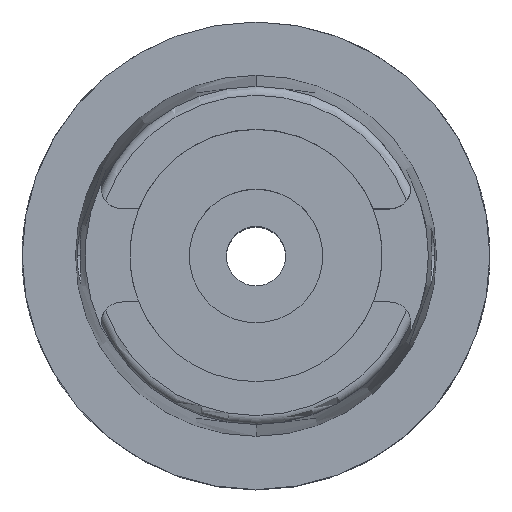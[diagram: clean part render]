
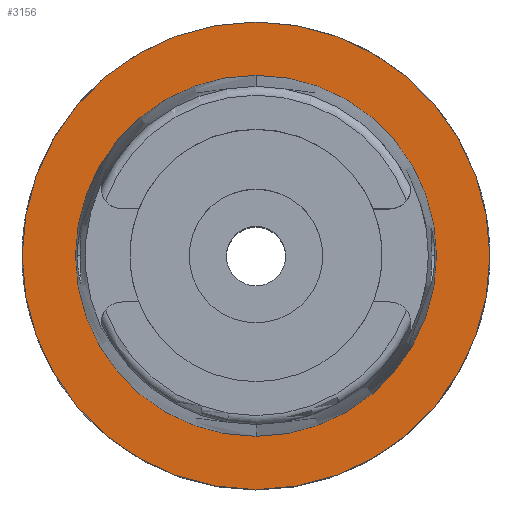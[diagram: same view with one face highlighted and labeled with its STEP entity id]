
A CAD part, top view. The second image highlights one B-rep face of the part: STEP entity #3156.
In plain terms, the highlighted planar face has unit normal (0, 0, 1).
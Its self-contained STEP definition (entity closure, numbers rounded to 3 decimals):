
#664=CARTESIAN_POINT('',(0.,0.,0.));
#665=DIRECTION('',(0.,0.,-1.));
#666=DIRECTION('',(0.,-1.,0.));
#667=AXIS2_PLACEMENT_3D('',#664,#665,#666);
#672=CARTESIAN_POINT('',(0.,0.,0.));
#673=DIRECTION('',(0.,0.,-1.));
#674=DIRECTION('',(0.,1.,0.));
#675=AXIS2_PLACEMENT_3D('',#672,#673,#674);
#680=CARTESIAN_POINT('',(0.,0.,0.));
#681=DIRECTION('',(0.,0.,1.));
#682=DIRECTION('',(0.,-1.,0.));
#683=AXIS2_PLACEMENT_3D('',#680,#681,#682);
#688=CARTESIAN_POINT('',(0.,0.,0.));
#689=DIRECTION('',(0.,0.,1.));
#690=DIRECTION('',(0.,1.,0.));
#691=AXIS2_PLACEMENT_3D('',#688,#689,#690);
#2496=CARTESIAN_POINT('',(0.,-24.315,0.));
#2497=VERTEX_POINT('',#2496);
#2498=CARTESIAN_POINT('',(0.,24.315,0.));
#2499=VERTEX_POINT('',#2498);
#2506=CARTESIAN_POINT('',(0.,-31.5,0.));
#2507=CARTESIAN_POINT('',(0.,31.5,0.));
#2508=VERTEX_POINT('',#2506);
#2509=VERTEX_POINT('',#2507);
#3141=CARTESIAN_POINT('',(0.,0.,0.));
#3142=DIRECTION('',(0.,0.,-1.));
#3143=DIRECTION('',(0.,-1.,0.));
#3144=AXIS2_PLACEMENT_3D('',#3141,#3142,#3143);
#3145=PLANE('',#3144);
#3147=ORIENTED_EDGE('',*,*,#3146,.T.);
#3149=ORIENTED_EDGE('',*,*,#3148,.T.);
#3150=EDGE_LOOP('',(#3147,#3149));
#3151=FACE_OUTER_BOUND('',#3150,.F.);
#3152=ORIENTED_EDGE('',*,*,#3014,.T.);
#3153=ORIENTED_EDGE('',*,*,#3115,.T.);
#3154=EDGE_LOOP('',(#3152,#3153));
#3155=FACE_BOUND('',#3154,.F.);
#668=CIRCLE('',#667,31.5);
#676=CIRCLE('',#675,31.5);
#684=CIRCLE('',#683,24.315);
#692=CIRCLE('',#691,24.315);
#3014=EDGE_CURVE('',#2497,#2499,#684,.T.);
#3115=EDGE_CURVE('',#2499,#2497,#692,.T.);
#3146=EDGE_CURVE('',#2508,#2509,#668,.T.);
#3148=EDGE_CURVE('',#2509,#2508,#676,.T.);
#3156=ADVANCED_FACE('',(#3151,#3155),#3145,.F.);
